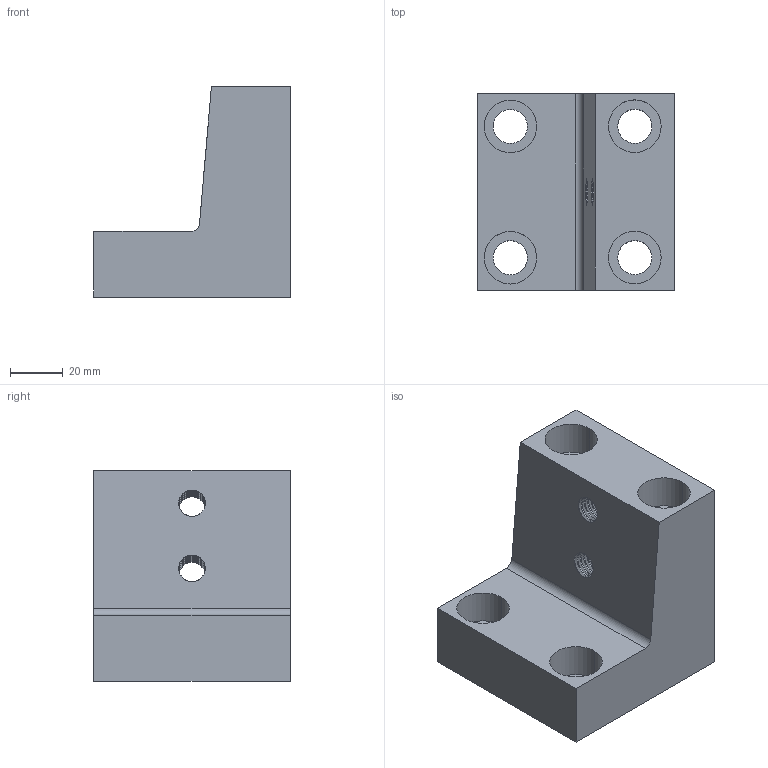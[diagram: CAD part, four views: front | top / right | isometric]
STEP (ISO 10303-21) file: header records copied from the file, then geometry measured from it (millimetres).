
FILE_DESCRIPTION(('STEP AP214'),'1');
FILE_NAME(' ',' ',('TraceParts'),('TraceParts S.A.'),'XStep 1.0',' ',' ');
FILE_SCHEMA(('automotive_design'));
Length unit declared in the file: millimetre
Products named in the file (1): 1
Bounding box: 74.8 x 74.8 x 80 mm (x, y, z)
Volume: 229900.3 mm3; surface area: 42045.4 mm2
Topology: 1 solids, 1 shells, 406 faces, 978 edges, 578 vertices
Faces by surface type: cone 151, torus 148, cylinder 95, plane 12
Entity records: 23083 total; most frequent: DIRECTION 2508, CARTESIAN_POINT 1989, STYLED_ITEM 1963, PRESENTATION_STYLE_ASSIGNMENT 1963, COLOUR_RGB 1963, ORIENTED_EDGE 1956, AXIS2_PLACEMENT_3D 1124, EDGE_CURVE 978
